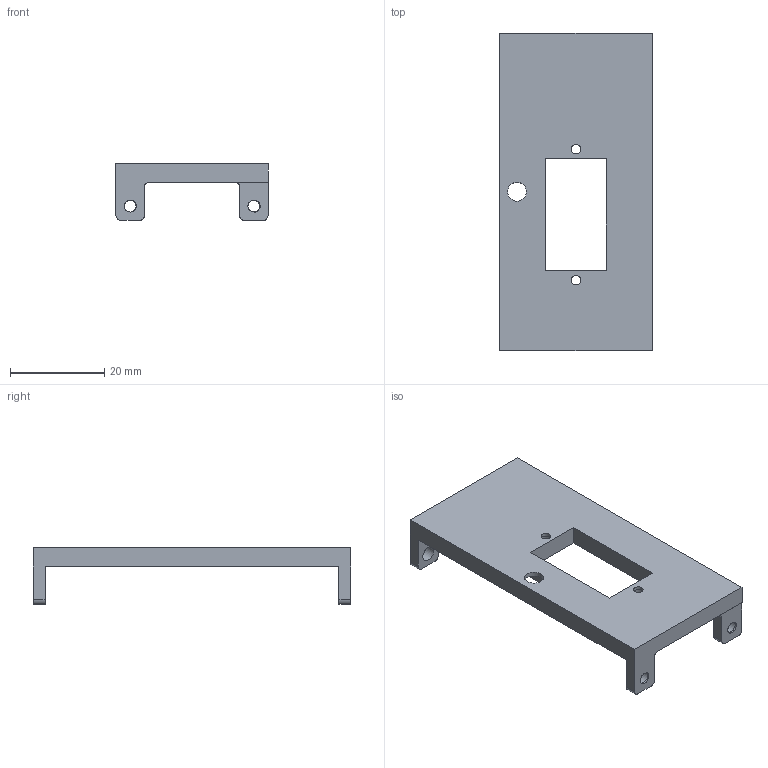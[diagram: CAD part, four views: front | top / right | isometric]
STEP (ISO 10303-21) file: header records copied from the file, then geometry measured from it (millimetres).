
FILE_DESCRIPTION(/* description */ ('','CAx-IF Rec.Pracs.---Representation and Presentation of Product Manufacturing Information (PMI)---4.0---2014-10-13'),/* implementation_level */ '2;1');
FILE_NAME(/* name */ 'Upper_body_cover.step',/* time_stamp */ '2024-12-12T08:52:10+08:00',/* author */ (''),/* organization */ (''),/* preprocessor_version */ 'ST-DEVELOPER v20',/* originating_system */ 'Autodesk Translation Framework v13.20.0.188',/* authorisation */ '');
FILE_SCHEMA (('AP242_MANAGED_MODEL_BASED_3D_ENGINEERING_MIM_LF { 1 0 10303 442 1 1 4 }'));
Length unit declared in the file: millimetre
Products named in the file (1): ESP_KAME_ROBOT
Bounding box: 32.2 x 67.2 x 12 mm (x, y, z)
Volume: 5069.3 mm3; surface area: 6573.3 mm2
Topology: 1 solids, 1 shells, 89 faces, 242 edges, 160 vertices
Faces by surface type: plane 58, cylinder 27, bspline 4
Full cylindrical faces by diameter (mm): 2 x2, 2.5 x2, 2.8 x2, 3.3 x2, 4 x1
Entity records: 3019 total; most frequent: CARTESIAN_POINT 625, ORIENTED_EDGE 484, DIRECTION 472, EDGE_CURVE 242, LINE 178, VECTOR 178, VERTEX_POINT 160, AXIS2_PLACEMENT_3D 147
